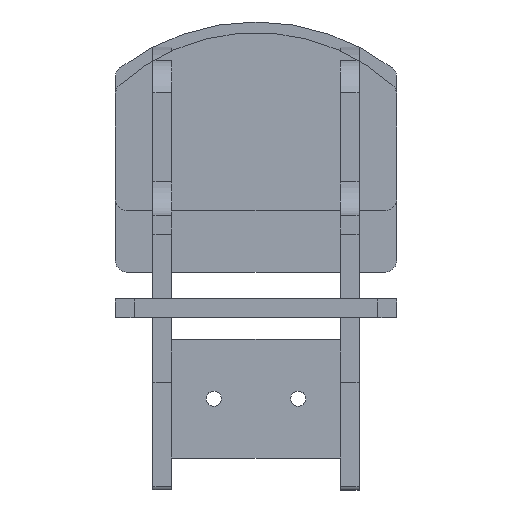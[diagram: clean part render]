
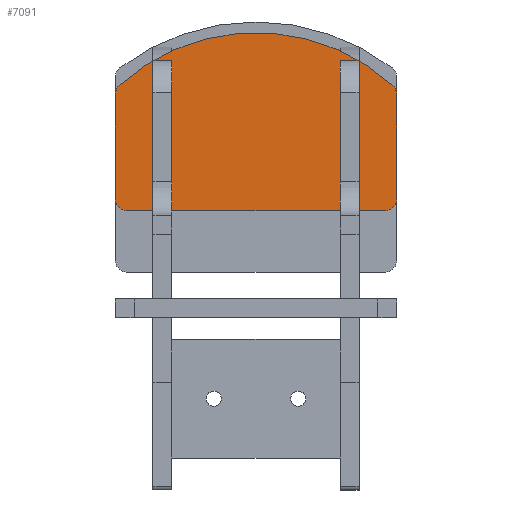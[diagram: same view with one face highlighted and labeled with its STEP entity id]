
A CAD part, front view. The second image highlights one B-rep face of the part: STEP entity #7091.
In plain terms, the highlighted face is planar.
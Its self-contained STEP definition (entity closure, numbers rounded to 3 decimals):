
#577=PLANE('',#7511);
#888=FACE_OUTER_BOUND('',#1284,.T.);
#1284=EDGE_LOOP('',(#5859,#5860,#5861,#5862,#5863,#5864,#5865,#5866,#5867,
#5868,#5869,#5870,#5871,#5872,#5873,#5874));
#1868=LINE('',#11214,#2615);
#1869=LINE('',#11218,#2616);
#1870=LINE('',#11220,#2617);
#1871=LINE('',#11222,#2618);
#1872=LINE('',#11224,#2619);
#1873=LINE('',#11226,#2620);
#1874=LINE('',#11228,#2621);
#1875=LINE('',#11230,#2622);
#1876=LINE('',#11232,#2623);
#1877=LINE('',#11234,#2624);
#1878=LINE('',#11238,#2625);
#2615=VECTOR('',#8393,10.);
#2616=VECTOR('',#8396,10.);
#2617=VECTOR('',#8397,10.);
#2618=VECTOR('',#8398,10.);
#2619=VECTOR('',#8399,10.);
#2620=VECTOR('',#8400,10.);
#2621=VECTOR('',#8401,10.);
#2622=VECTOR('',#8402,10.);
#2623=VECTOR('',#8403,10.);
#2624=VECTOR('',#8404,10.);
#2625=VECTOR('',#8407,10.);
#3013=CIRCLE('',#7510,3.);
#3014=CIRCLE('',#7512,3.);
#3015=CIRCLE('',#7513,3.);
#3016=CIRCLE('',#7514,3.);
#3017=CIRCLE('',#7515,54.314);
#3392=VERTEX_POINT('',#11207);
#3393=VERTEX_POINT('',#11209);
#3394=VERTEX_POINT('',#11213);
#3395=VERTEX_POINT('',#11215);
#3396=VERTEX_POINT('',#11217);
#3397=VERTEX_POINT('',#11219);
#3398=VERTEX_POINT('',#11221);
#3399=VERTEX_POINT('',#11223);
#3400=VERTEX_POINT('',#11225);
#3401=VERTEX_POINT('',#11227);
#3402=VERTEX_POINT('',#11229);
#3403=VERTEX_POINT('',#11231);
#3404=VERTEX_POINT('',#11233);
#3405=VERTEX_POINT('',#11235);
#3406=VERTEX_POINT('',#11237);
#3407=VERTEX_POINT('',#11239);
#4270=EDGE_CURVE('',#3392,#3393,#3013,.T.);
#4272=EDGE_CURVE('',#3394,#3392,#1868,.T.);
#4273=EDGE_CURVE('',#3395,#3394,#3014,.T.);
#4274=EDGE_CURVE('',#3396,#3395,#1869,.T.);
#4275=EDGE_CURVE('',#3397,#3396,#1870,.T.);
#4276=EDGE_CURVE('',#3398,#3397,#1871,.T.);
#4277=EDGE_CURVE('',#3399,#3398,#1872,.T.);
#4278=EDGE_CURVE('',#3400,#3399,#1873,.T.);
#4279=EDGE_CURVE('',#3400,#3401,#1874,.T.);
#4280=EDGE_CURVE('',#3401,#3402,#1875,.T.);
#4281=EDGE_CURVE('',#3402,#3403,#1876,.T.);
#4282=EDGE_CURVE('',#3404,#3403,#1877,.T.);
#4283=EDGE_CURVE('',#3405,#3404,#3015,.T.);
#4284=EDGE_CURVE('',#3406,#3405,#1878,.T.);
#4285=EDGE_CURVE('',#3407,#3406,#3016,.T.);
#4286=EDGE_CURVE('',#3393,#3407,#3017,.T.);
#5859=ORIENTED_EDGE('',*,*,#4270,.F.);
#5860=ORIENTED_EDGE('',*,*,#4272,.F.);
#5861=ORIENTED_EDGE('',*,*,#4273,.F.);
#5862=ORIENTED_EDGE('',*,*,#4274,.F.);
#5863=ORIENTED_EDGE('',*,*,#4275,.F.);
#5864=ORIENTED_EDGE('',*,*,#4276,.F.);
#5865=ORIENTED_EDGE('',*,*,#4277,.F.);
#5866=ORIENTED_EDGE('',*,*,#4278,.F.);
#5867=ORIENTED_EDGE('',*,*,#4279,.T.);
#5868=ORIENTED_EDGE('',*,*,#4280,.T.);
#5869=ORIENTED_EDGE('',*,*,#4281,.T.);
#5870=ORIENTED_EDGE('',*,*,#4282,.F.);
#5871=ORIENTED_EDGE('',*,*,#4283,.F.);
#5872=ORIENTED_EDGE('',*,*,#4284,.F.);
#5873=ORIENTED_EDGE('',*,*,#4285,.F.);
#5874=ORIENTED_EDGE('',*,*,#4286,.F.);
#7091=ADVANCED_FACE('',(#888),#577,.F.);
#7510=AXIS2_PLACEMENT_3D('',#11210,#8388,#8389);
#7511=AXIS2_PLACEMENT_3D('',#11212,#8391,#8392);
#7512=AXIS2_PLACEMENT_3D('',#11216,#8394,#8395);
#7513=AXIS2_PLACEMENT_3D('',#11236,#8405,#8406);
#7514=AXIS2_PLACEMENT_3D('',#11240,#8408,#8409);
#7515=AXIS2_PLACEMENT_3D('',#11241,#8410,#8411);
#8388=DIRECTION('center_axis',(0.,0.,1.));
#8389=DIRECTION('ref_axis',(-0.914,-0.405,0.));
#8391=DIRECTION('center_axis',(0.,0.,1.));
#8392=DIRECTION('ref_axis',(1.,0.,0.));
#8393=DIRECTION('',(0.,-1.,0.));
#8394=DIRECTION('center_axis',(0.,0.,1.));
#8395=DIRECTION('ref_axis',(-0.707,0.707,0.));
#8396=DIRECTION('',(-1.,0.,0.));
#8397=DIRECTION('',(0.,1.,0.));
#8398=DIRECTION('',(-1.,0.,0.));
#8399=DIRECTION('',(0.,-1.,0.));
#8400=DIRECTION('',(-1.,0.,0.));
#8401=DIRECTION('',(0.,-1.,0.));
#8402=DIRECTION('',(1.,0.,0.));
#8403=DIRECTION('',(0.,1.,0.));
#8404=DIRECTION('',(-1.,0.,0.));
#8405=DIRECTION('center_axis',(0.,0.,1.));
#8406=DIRECTION('ref_axis',(0.707,0.707,0.));
#8407=DIRECTION('',(0.,1.,0.));
#8408=DIRECTION('center_axis',(0.,0.,1.));
#8409=DIRECTION('ref_axis',(0.914,-0.405,0.));
#8410=DIRECTION('center_axis',(0.,0.,1.));
#8411=DIRECTION('ref_axis',(-0.69,-0.723,0.));
#11207=CARTESIAN_POINT('',(0.,8.852,0.));
#11209=CARTESIAN_POINT('',(0.983,6.632,0.));
#11210=CARTESIAN_POINT('Origin',(3.,8.852,0.));
#11212=CARTESIAN_POINT('Origin',(37.5,16.262,0.));
#11213=CARTESIAN_POINT('',(0.,37.,0.));
#11214=CARTESIAN_POINT('',(0.,40.,0.));
#11215=CARTESIAN_POINT('',(3.,40.,0.));
#11216=CARTESIAN_POINT('Origin',(3.,37.,0.));
#11217=CARTESIAN_POINT('',(10.,40.,0.));
#11218=CARTESIAN_POINT('',(75.,40.,0.));
#11219=CARTESIAN_POINT('',(10.,20.,0.));
#11220=CARTESIAN_POINT('',(10.,20.,0.));
#11221=CARTESIAN_POINT('',(15.,20.,0.));
#11222=CARTESIAN_POINT('',(15.,20.,0.));
#11223=CARTESIAN_POINT('',(15.,40.,0.));
#11224=CARTESIAN_POINT('',(15.,40.,0.));
#11225=CARTESIAN_POINT('',(60.,40.,0.));
#11226=CARTESIAN_POINT('',(75.,40.,0.));
#11227=CARTESIAN_POINT('',(60.,20.,0.));
#11228=CARTESIAN_POINT('',(60.,40.,0.));
#11229=CARTESIAN_POINT('',(65.,20.,0.));
#11230=CARTESIAN_POINT('',(60.,20.,0.));
#11231=CARTESIAN_POINT('',(65.,40.,0.));
#11232=CARTESIAN_POINT('',(65.,20.,0.));
#11233=CARTESIAN_POINT('',(72.,40.,0.));
#11234=CARTESIAN_POINT('',(75.,40.,0.));
#11235=CARTESIAN_POINT('',(75.,37.,0.));
#11236=CARTESIAN_POINT('Origin',(72.,37.,0.));
#11237=CARTESIAN_POINT('',(75.,8.852,0.));
#11238=CARTESIAN_POINT('',(75.,0.,0.));
#11239=CARTESIAN_POINT('',(74.017,6.632,0.));
#11240=CARTESIAN_POINT('Origin',(72.,8.852,0.));
#11241=CARTESIAN_POINT('Origin',(37.5,46.837,0.));
